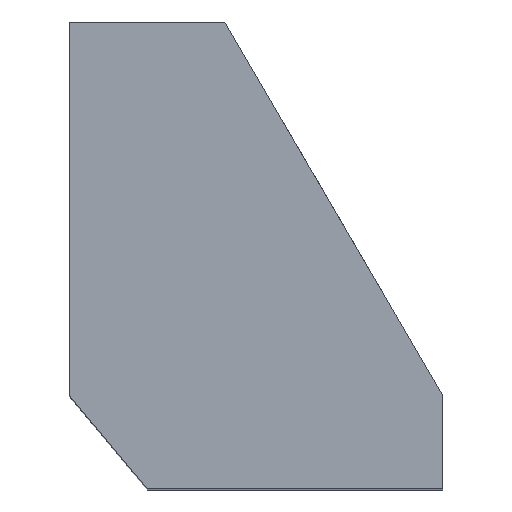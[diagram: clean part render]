
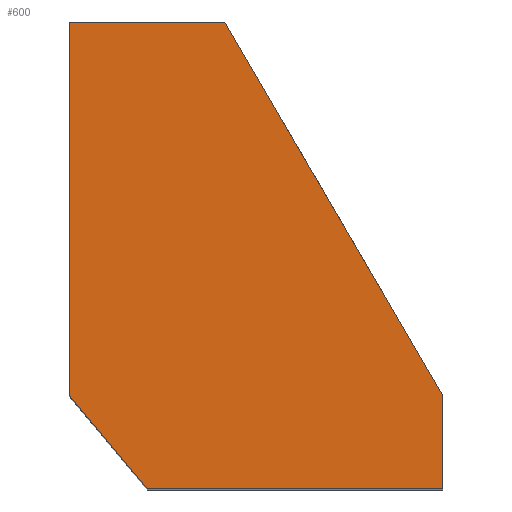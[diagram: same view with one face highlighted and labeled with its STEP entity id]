
A CAD part, top view. The second image highlights one B-rep face of the part: STEP entity #600.
In plain terms, the highlighted planar face has unit normal (0, 0, 1).
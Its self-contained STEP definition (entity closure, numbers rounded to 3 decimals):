
#4 = EDGE_CURVE ( 'NONE', #26, #266, #505, .T. ) ;
#8 = VECTOR ( 'NONE', #169, 1000. ) ;
#21 = VERTEX_POINT ( 'NONE', #418 ) ;
#25 = CARTESIAN_POINT ( 'NONE',  ( 10., 24., 40. ) ) ;
#26 = VERTEX_POINT ( 'NONE', #603 ) ;
#30 = AXIS2_PLACEMENT_3D ( 'NONE', #567, #151, #290 ) ;
#38 = CARTESIAN_POINT ( 'NONE',  ( 24., 0., 40. ) ) ;
#40 = VECTOR ( 'NONE', #338, 1000. ) ;
#60 = VECTOR ( 'NONE', #586, 1000. ) ;
#64 = CARTESIAN_POINT ( 'NONE',  ( 5., -6., 40. ) ) ;
#72 = EDGE_CURVE ( 'NONE', #465, #259, #563, .T. ) ;
#88 = CARTESIAN_POINT ( 'NONE',  ( 0., 0., 40. ) ) ;
#92 = DIRECTION ( 'NONE',  ( 0., -1., 0. ) ) ;
#126 = ORIENTED_EDGE ( 'NONE', *, *, #4, .T. ) ;
#144 = VECTOR ( 'NONE', #92, 1000. ) ;
#148 = DIRECTION ( 'NONE',  ( -1., 0., 0. ) ) ;
#151 = DIRECTION ( 'NONE',  ( 0., 0., 1. ) ) ;
#157 = ORIENTED_EDGE ( 'NONE', *, *, #72, .T. ) ;
#169 = DIRECTION ( 'NONE',  ( 0., 1., 0. ) ) ;
#179 = CARTESIAN_POINT ( 'NONE',  ( 0., 0., 40. ) ) ;
#184 = ORIENTED_EDGE ( 'NONE', *, *, #406, .T. ) ;
#216 = LINE ( 'NONE', #25, #60 ) ;
#237 = CARTESIAN_POINT ( 'NONE',  ( 10., 24., 40. ) ) ;
#241 = LINE ( 'NONE', #179, #144 ) ;
#244 = EDGE_CURVE ( 'NONE', #266, #21, #486, .T. ) ;
#248 = ORIENTED_EDGE ( 'NONE', *, *, #244, .T. ) ;
#259 = VERTEX_POINT ( 'NONE', #397 ) ;
#266 = VERTEX_POINT ( 'NONE', #64 ) ;
#282 = EDGE_LOOP ( 'NONE', ( #126, #248, #184, #577, #157, #374 ) ) ;
#290 = DIRECTION ( 'NONE',  ( 1., 0., 0. ) ) ;
#301 = DIRECTION ( 'NONE',  ( 1., 0., 0. ) ) ;
#317 = LINE ( 'NONE', #490, #8 ) ;
#338 = DIRECTION ( 'NONE',  ( 0.64, -0.768, 0. ) ) ;
#349 = CARTESIAN_POINT ( 'NONE',  ( 5., -6., 40. ) ) ;
#371 = EDGE_CURVE ( 'NONE', #516, #465, #216, .T. ) ;
#374 = ORIENTED_EDGE ( 'NONE', *, *, #543, .T. ) ;
#392 = FACE_OUTER_BOUND ( 'NONE', #282, .T. ) ;
#397 = CARTESIAN_POINT ( 'NONE',  ( 0., 24., 40. ) ) ;
#406 = EDGE_CURVE ( 'NONE', #21, #516, #317, .T. ) ;
#411 = VECTOR ( 'NONE', #148, 1000. ) ;
#418 = CARTESIAN_POINT ( 'NONE',  ( 24., -6., 40. ) ) ;
#440 = PLANE ( 'NONE',  #30 ) ;
#465 = VERTEX_POINT ( 'NONE', #237 ) ;
#486 = LINE ( 'NONE', #349, #492 ) ;
#490 = CARTESIAN_POINT ( 'NONE',  ( 24., -6., 40. ) ) ;
#492 = VECTOR ( 'NONE', #301, 1000. ) ;
#505 = LINE ( 'NONE', #88, #40 ) ;
#516 = VERTEX_POINT ( 'NONE', #38 ) ;
#543 = EDGE_CURVE ( 'NONE', #259, #26, #241, .T. ) ;
#563 = LINE ( 'NONE', #611, #411 ) ;
#567 = CARTESIAN_POINT ( 'NONE',  ( 0., 0., 40. ) ) ;
#577 = ORIENTED_EDGE ( 'NONE', *, *, #371, .T. ) ;
#586 = DIRECTION ( 'NONE',  ( -0.504, 0.864, 0. ) ) ;
#600 = ADVANCED_FACE ( 'NONE', ( #392 ), #440, .T. ) ;
#603 = CARTESIAN_POINT ( 'NONE',  ( 0., 0., 40. ) ) ;
#611 = CARTESIAN_POINT ( 'NONE',  ( 0., 24., 40. ) ) ;
